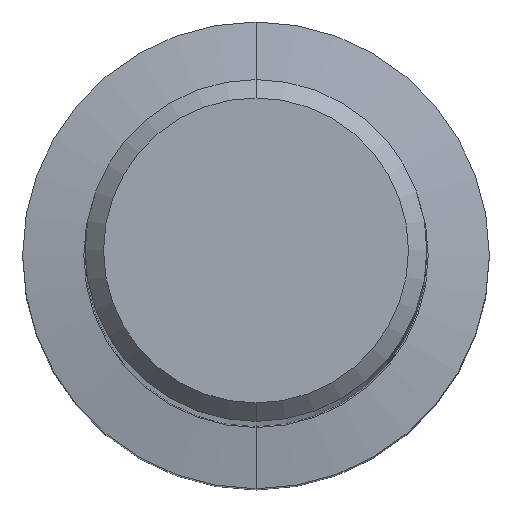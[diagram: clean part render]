
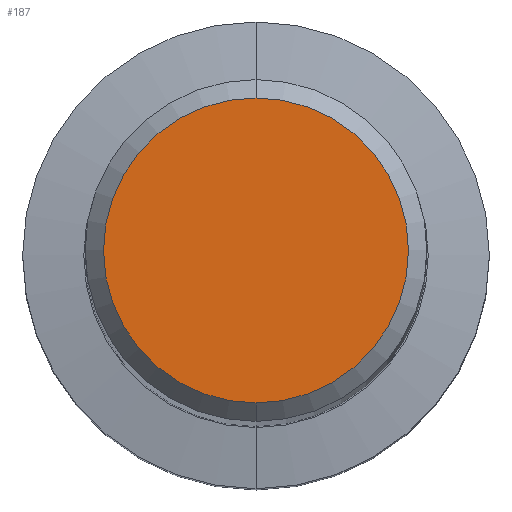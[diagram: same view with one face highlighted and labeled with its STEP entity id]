
A CAD part, top view. The second image highlights one B-rep face of the part: STEP entity #187.
In plain terms, the highlighted planar face has unit normal (0, 0, 1).
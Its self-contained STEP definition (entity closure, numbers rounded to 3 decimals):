
#171=EDGE_CURVE('',#239,#259,#380,.T.);
#187=ADVANCED_FACE('',(#397),#398,.T.);
#189=EDGE_CURVE('',#259,#239,#400,.T.);
#239=VERTEX_POINT('',#457);
#259=VERTEX_POINT('',#478);
#380=CIRCLE('',#611,4.15);
#397=FACE_OUTER_BOUND('',#633,.T.);
#398=PLANE('',#634);
#400=CIRCLE('',#637,4.15);
#457=CARTESIAN_POINT('',(0.0,4.15,0.0));
#478=CARTESIAN_POINT('',(0.,-4.15,0.0));
#611=AXIS2_PLACEMENT_3D('',#888,#889,#890);
#633=EDGE_LOOP('',(#905,#906));
#634=AXIS2_PLACEMENT_3D('',#907,#908,#909);
#637=AXIS2_PLACEMENT_3D('',#910,#911,#912);
#888=CARTESIAN_POINT('',(0.0,0.0,0.0));
#889=DIRECTION('',(0.0,0.0,-1.0));
#890=DIRECTION('',(0.0,1.0,0.0));
#905=ORIENTED_EDGE('',*,*,#171,.F.);
#906=ORIENTED_EDGE('',*,*,#189,.F.);
#907=CARTESIAN_POINT('',(0.0,2.075,0.0));
#908=DIRECTION('',(-0.0,0.0,1.0));
#909=DIRECTION('',(0.0,-1.0,0.0));
#910=CARTESIAN_POINT('',(0.0,0.0,0.0));
#911=DIRECTION('',(0.0,0.0,-1.0));
#912=DIRECTION('',(0.0,1.0,0.0));
